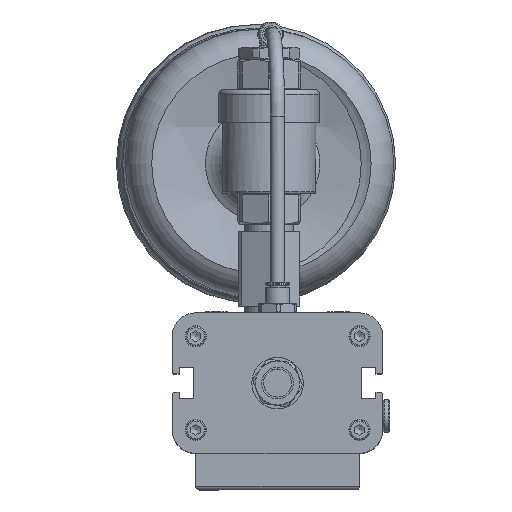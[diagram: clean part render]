
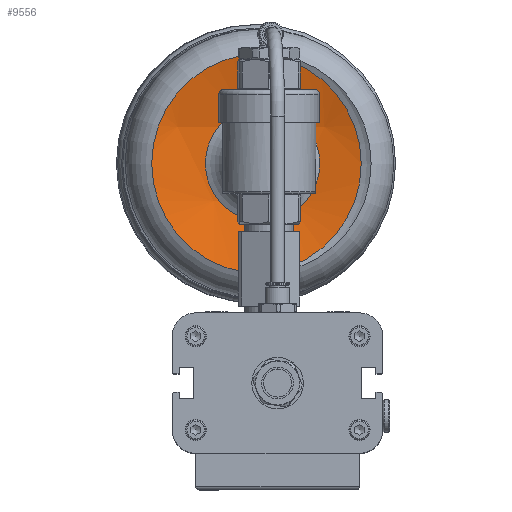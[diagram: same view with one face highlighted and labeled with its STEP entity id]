
A CAD part, top view. The second image highlights one B-rep face of the part: STEP entity #9556.
In plain terms, the highlighted spherical face has radius 137.607 mm.
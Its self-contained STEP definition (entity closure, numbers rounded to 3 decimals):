
#40=SPHERICAL_SURFACE('',#10453,137.607);
#2237=FACE_OUTER_BOUND('',#2836,.T.);
#2836=EDGE_LOOP('',(#7815,#7816));
#3392=CIRCLE('',#10454,46.972);
#3393=CIRCLE('',#10455,46.972);
#4253=VERTEX_POINT('',#15879);
#4254=VERTEX_POINT('',#15880);
#5502=EDGE_CURVE('',#4253,#4254,#3392,.T.);
#5503=EDGE_CURVE('',#4254,#4253,#3393,.T.);
#7815=ORIENTED_EDGE('',*,*,#5502,.T.);
#7816=ORIENTED_EDGE('',*,*,#5503,.T.);
#9556=ADVANCED_FACE('',(#2237),#40,.T.);
#10453=AXIS2_PLACEMENT_3D('',#15878,#12668,#12669);
#10454=AXIS2_PLACEMENT_3D('',#15881,#12670,#12671);
#10455=AXIS2_PLACEMENT_3D('',#15882,#12672,#12673);
#12668=DIRECTION('center_axis',(0.,-1.,0.));
#12669=DIRECTION('ref_axis',(-0.06,0.,
-0.998));
#12670=DIRECTION('center_axis',(-0.06,0.,
-0.998));
#12671=DIRECTION('ref_axis',(0.998,0.,-0.06));
#12672=DIRECTION('center_axis',(-0.06,0.,
-0.998));
#12673=DIRECTION('ref_axis',(0.998,0.,-0.06));
#15878=CARTESIAN_POINT('Origin',(-3.312,94.,-5.67));
#15879=CARTESIAN_POINT('',(35.755,94.,-137.615));
#15880=CARTESIAN_POINT('',(-11.132,47.028,-134.775));
#15881=CARTESIAN_POINT('Origin',(-11.132,94.,-134.775));
#15882=CARTESIAN_POINT('Origin',(-11.132,94.,-134.775));
